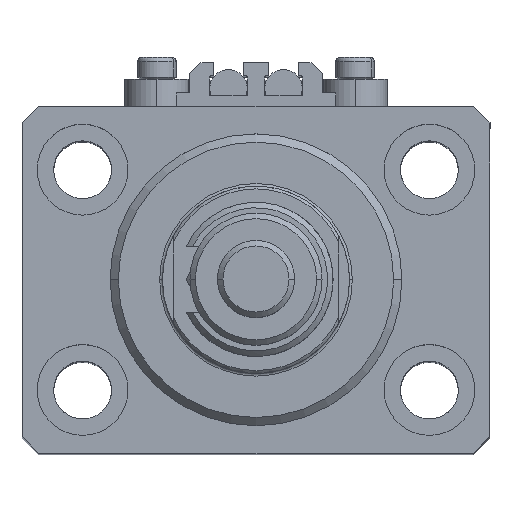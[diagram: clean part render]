
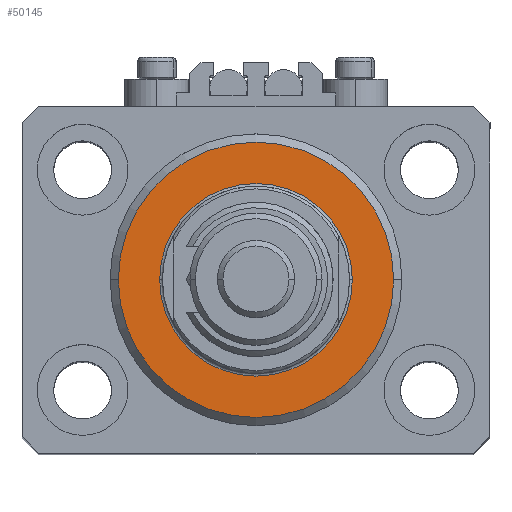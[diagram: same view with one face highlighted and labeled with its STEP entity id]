
A CAD part, top view. The second image highlights one B-rep face of the part: STEP entity #50145.
In plain terms, the highlighted face is planar.
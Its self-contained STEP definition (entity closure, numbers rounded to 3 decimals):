
#149 = CARTESIAN_POINT ( 'NONE',  ( 17.5, 0., 0. ) ) ;
#3033 = VERTEX_POINT ( 'NONE', #17021 ) ;
#3577 = EDGE_CURVE ( 'NONE', #28751, #41661, #48904, .T. ) ;
#3784 = AXIS2_PLACEMENT_3D ( 'NONE', #22777, #50514, #14678 ) ;
#3975 = ORIENTED_EDGE ( 'NONE', *, *, #11515, .T. ) ;
#4692 = DIRECTION ( 'NONE',  ( 1., 0., 0. ) ) ;
#5660 = CIRCLE ( 'NONE', #31586, 25. ) ;
#7053 = DIRECTION ( 'NONE',  ( 0., 0., -1. ) ) ;
#7520 = CARTESIAN_POINT ( 'NONE',  ( 0., 0., 0. ) ) ;
#8361 = DIRECTION ( 'NONE',  ( 0., 0., 1. ) ) ;
#10246 = VERTEX_POINT ( 'NONE', #149 ) ;
#10896 = CARTESIAN_POINT ( 'NONE',  ( 25., 0., 0. ) ) ;
#11515 = EDGE_CURVE ( 'NONE', #41661, #28751, #5660, .T. ) ;
#12798 = DIRECTION ( 'NONE',  ( 1., 0., 0. ) ) ;
#14678 = DIRECTION ( 'NONE',  ( 1., 0., 0. ) ) ;
#15955 = FACE_OUTER_BOUND ( 'NONE', #19092, .T. ) ;
#17021 = CARTESIAN_POINT ( 'NONE',  ( -17.5, 0., 0. ) ) ;
#19092 = EDGE_LOOP ( 'NONE', ( #36196, #3975 ) ) ;
#19988 = AXIS2_PLACEMENT_3D ( 'NONE', #47857, #27974, #12798 ) ;
#22777 = CARTESIAN_POINT ( 'NONE',  ( 0., 0., 0. ) ) ;
#23119 = CIRCLE ( 'NONE', #51536, 17.5 ) ;
#23471 = DIRECTION ( 'NONE',  ( 0., 0., 1. ) ) ;
#27408 = EDGE_CURVE ( 'NONE', #3033, #10246, #50213, .T. ) ;
#27974 = DIRECTION ( 'NONE',  ( 0., 0., 1. ) ) ;
#28582 = ORIENTED_EDGE ( 'NONE', *, *, #27408, .T. ) ;
#28694 = DIRECTION ( 'NONE',  ( 1., 0., 0. ) ) ;
#28751 = VERTEX_POINT ( 'NONE', #10896 ) ;
#29029 = CARTESIAN_POINT ( 'NONE',  ( 0., 0., 0. ) ) ;
#31105 = CARTESIAN_POINT ( 'NONE',  ( -25., 0., 0. ) ) ;
#31586 = AXIS2_PLACEMENT_3D ( 'NONE', #34564, #7053, #41899 ) ;
#31911 = PLANE ( 'NONE',  #19988 ) ;
#31955 = AXIS2_PLACEMENT_3D ( 'NONE', #29029, #8361, #4692 ) ;
#34564 = CARTESIAN_POINT ( 'NONE',  ( 0., 0., 0. ) ) ;
#36196 = ORIENTED_EDGE ( 'NONE', *, *, #3577, .T. ) ;
#40663 = ORIENTED_EDGE ( 'NONE', *, *, #44871, .T. ) ;
#41661 = VERTEX_POINT ( 'NONE', #31105 ) ;
#41899 = DIRECTION ( 'NONE',  ( 1., 0., 0. ) ) ;
#44871 = EDGE_CURVE ( 'NONE', #10246, #3033, #23119, .T. ) ;
#47609 = FACE_BOUND ( 'NONE', #48208, .T. ) ;
#47857 = CARTESIAN_POINT ( 'NONE',  ( 0., 0., 0. ) ) ;
#48208 = EDGE_LOOP ( 'NONE', ( #40663, #28582 ) ) ;
#48904 = CIRCLE ( 'NONE', #3784, 25. ) ;
#50145 = ADVANCED_FACE ( 'NONE', ( #47609, #15955 ), #31911, .F. ) ;
#50213 = CIRCLE ( 'NONE', #31955, 17.5 ) ;
#50514 = DIRECTION ( 'NONE',  ( 0., 0., -1. ) ) ;
#51536 = AXIS2_PLACEMENT_3D ( 'NONE', #7520, #23471, #28694 ) ;
